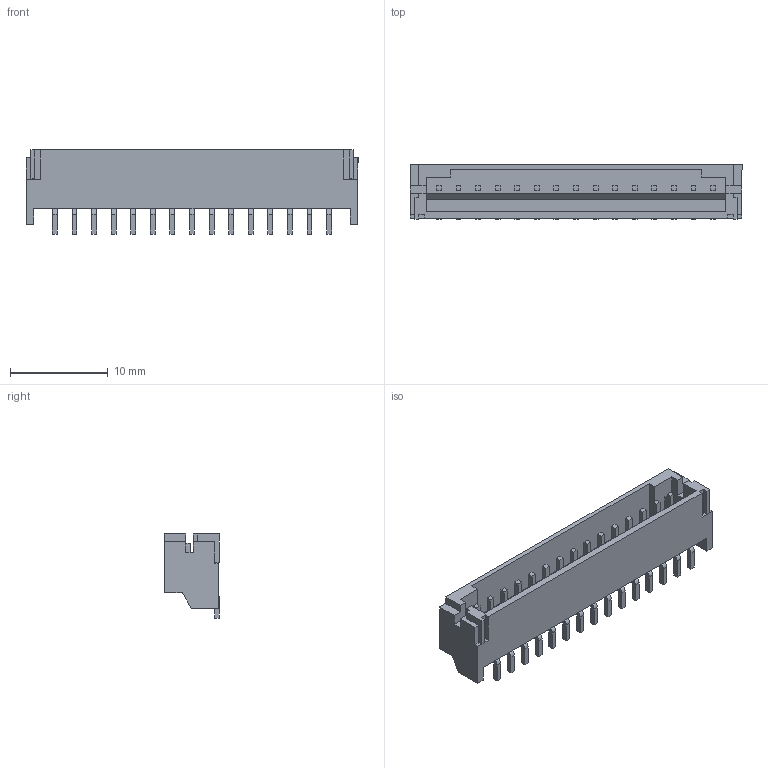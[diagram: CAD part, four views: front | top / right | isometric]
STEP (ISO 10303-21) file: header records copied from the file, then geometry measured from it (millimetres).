
FILE_DESCRIPTION (( 'STEP AP214' ), '1' );
FILE_NAME ('S15B-PH-SM4.STEP', '2010-06-14T05:00:55', ( ' ' ), ( ' ' ), 'SwSTEP 2.0', 'SolidWorks 2005235', '' );
FILE_SCHEMA (( 'AUTOMOTIVE_DESIGN' ));
Length unit declared in the file: millimetre
Products named in the file (1): S15B-PH-SM4
Bounding box: 33.9 x 5.6 x 8.6 mm (x, y, z)
Volume: 565.4 mm3; surface area: 1436.9 mm2
Topology: 1 solids, 1 shells, 270 faces, 724 edges, 482 vertices
Faces by surface type: plane 225, cylinder 45
Entity records: 11343 total; most frequent: CARTESIAN_POINT 1477, ORIENTED_EDGE 1448, DIRECTION 1356, EDGE_CURVE 724, VECTOR 634, LINE 634, VERTEX_POINT 482, AXIS2_PLACEMENT_3D 361
